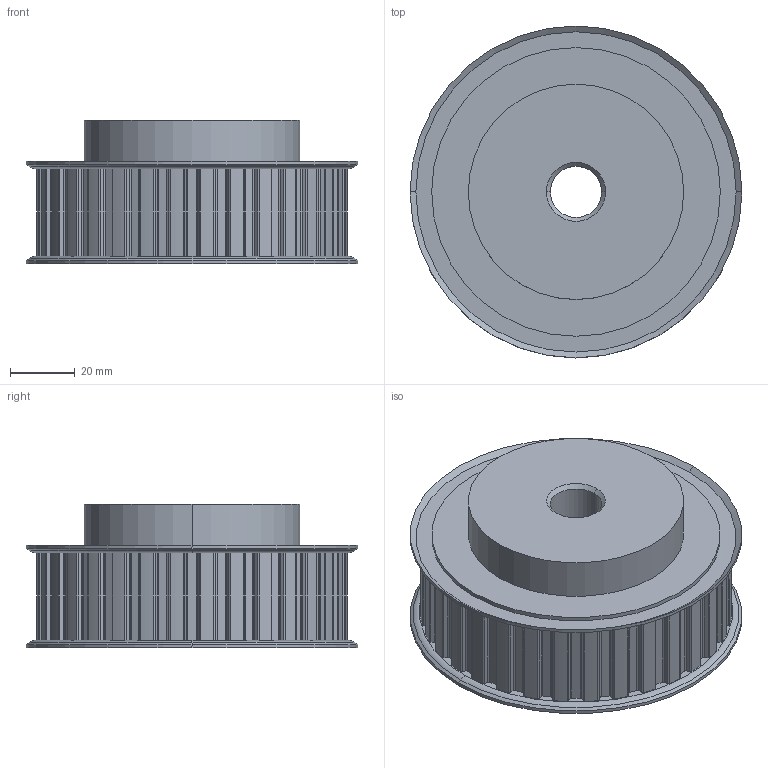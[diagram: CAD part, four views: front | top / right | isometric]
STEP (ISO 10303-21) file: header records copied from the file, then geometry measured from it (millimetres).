
FILE_DESCRIPTION (( 'STEP AP214' ), '1' );
FILE_NAME ('SPB32L100BF-625.STEP', '2015-12-10T15:21:39', ( '' ), ( '' ), 'SwSTEP 2.0', 'SolidWorks 2015', '' );
FILE_SCHEMA (( 'AUTOMOTIVE_DESIGN' ));
Length unit declared in the file: inch
Products named in the file (1): SPB32L100BF-625
Bounding box: 102.72 x 102.72 x 44.45 mm (x, y, z)
Volume: 259513.6 mm3; surface area: 35453.7 mm2
Topology: 1 solids, 1 shells, 317 faces, 914 edges, 604 vertices
Faces by surface type: cylinder 198, plane 103, cone 12, torus 4
Entity records: 10620 total; most frequent: DIRECTION 1966, CARTESIAN_POINT 1836, ORIENTED_EDGE 1828, EDGE_CURVE 914, AXIS2_PLACEMENT_3D 734, VERTEX_POINT 604, VECTOR 498, LINE 498
